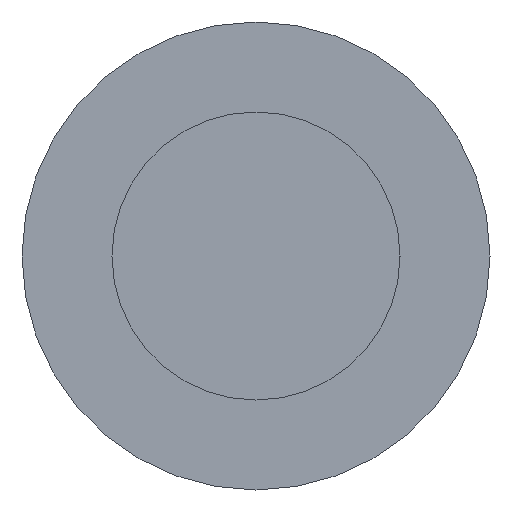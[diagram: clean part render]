
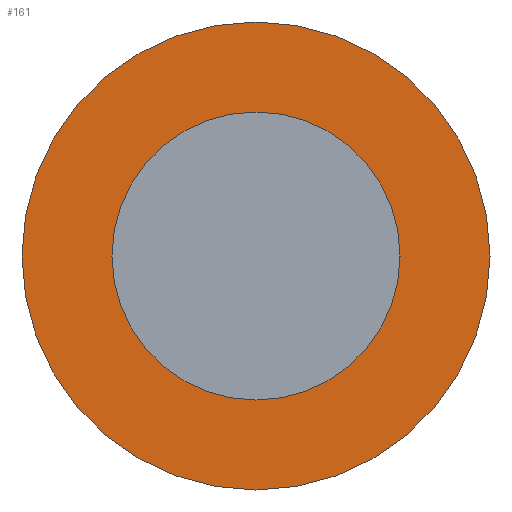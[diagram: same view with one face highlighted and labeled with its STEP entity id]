
A CAD part, left-side view. The second image highlights one B-rep face of the part: STEP entity #161.
In plain terms, the highlighted planar face has unit normal (-1, 0, 0).
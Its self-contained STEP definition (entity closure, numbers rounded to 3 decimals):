
#20 = DIRECTION ( 'NONE',  ( 0., 0., 1. ) ) ;
#22 = CARTESIAN_POINT ( 'NONE',  ( 126., 0., -13. ) ) ;
#54 = AXIS2_PLACEMENT_3D ( 'NONE', #304, #240, #302 ) ;
#59 = CARTESIAN_POINT ( 'NONE',  ( 126., 0., 13. ) ) ;
#64 = ORIENTED_EDGE ( 'NONE', *, *, #96, .F. ) ;
#67 = AXIS2_PLACEMENT_3D ( 'NONE', #81, #400, #404 ) ;
#69 = CIRCLE ( 'NONE', #166, 13. ) ;
#74 = VERTEX_POINT ( 'NONE', #132 ) ;
#81 = CARTESIAN_POINT ( 'NONE',  ( 126., 8., 0. ) ) ;
#83 = EDGE_CURVE ( 'NONE', #165, #208, #69, .T. ) ;
#84 = DIRECTION ( 'NONE',  ( -1., 0., 0. ) ) ;
#86 = VERTEX_POINT ( 'NONE', #270 ) ;
#96 = EDGE_CURVE ( 'NONE', #74, #86, #282, .T. ) ;
#110 = EDGE_LOOP ( 'NONE', ( #64, #225 ) ) ;
#122 = AXIS2_PLACEMENT_3D ( 'NONE', #267, #84, #266 ) ;
#132 = CARTESIAN_POINT ( 'NONE',  ( 126., 0., 8. ) ) ;
#138 = EDGE_LOOP ( 'NONE', ( #399, #412 ) ) ;
#161 = ADVANCED_FACE ( 'NONE', ( #407, #164 ), #326, .F. ) ;
#164 = FACE_OUTER_BOUND ( 'NONE', #138, .T. ) ;
#165 = VERTEX_POINT ( 'NONE', #59 ) ;
#166 = AXIS2_PLACEMENT_3D ( 'NONE', #334, #329, #265 ) ;
#172 = DIRECTION ( 'NONE',  ( -1., 0., 0. ) ) ;
#173 = CIRCLE ( 'NONE', #122, 13. ) ;
#198 = EDGE_CURVE ( 'NONE', #86, #74, #336, .T. ) ;
#208 = VERTEX_POINT ( 'NONE', #22 ) ;
#212 = EDGE_CURVE ( 'NONE', #208, #165, #173, .T. ) ;
#225 = ORIENTED_EDGE ( 'NONE', *, *, #198, .F. ) ;
#240 = DIRECTION ( 'NONE',  ( -1., 0., 0. ) ) ;
#265 = DIRECTION ( 'NONE',  ( 0., 0., 1. ) ) ;
#266 = DIRECTION ( 'NONE',  ( 0., 0., 1. ) ) ;
#267 = CARTESIAN_POINT ( 'NONE',  ( 126., 0., 0. ) ) ;
#270 = CARTESIAN_POINT ( 'NONE',  ( 126., 0., -8. ) ) ;
#282 = CIRCLE ( 'NONE', #54, 8. ) ;
#298 = CARTESIAN_POINT ( 'NONE',  ( 126., 0., 0. ) ) ;
#302 = DIRECTION ( 'NONE',  ( 0., 0., 1. ) ) ;
#304 = CARTESIAN_POINT ( 'NONE',  ( 126., 0., 0. ) ) ;
#326 = PLANE ( 'NONE',  #67 ) ;
#329 = DIRECTION ( 'NONE',  ( -1., 0., 0. ) ) ;
#334 = CARTESIAN_POINT ( 'NONE',  ( 126., 0., 0. ) ) ;
#336 = CIRCLE ( 'NONE', #352, 8. ) ;
#352 = AXIS2_PLACEMENT_3D ( 'NONE', #298, #172, #20 ) ;
#399 = ORIENTED_EDGE ( 'NONE', *, *, #83, .T. ) ;
#400 = DIRECTION ( 'NONE',  ( 1., 0., 0. ) ) ;
#404 = DIRECTION ( 'NONE',  ( 0., 0., -1. ) ) ;
#407 = FACE_BOUND ( 'NONE', #110, .T. ) ;
#412 = ORIENTED_EDGE ( 'NONE', *, *, #212, .T. ) ;
